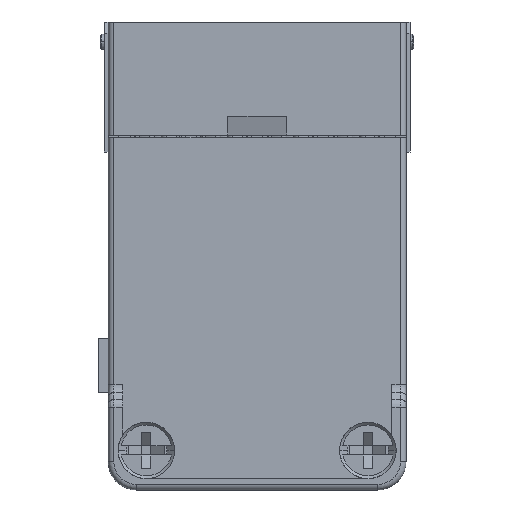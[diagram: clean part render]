
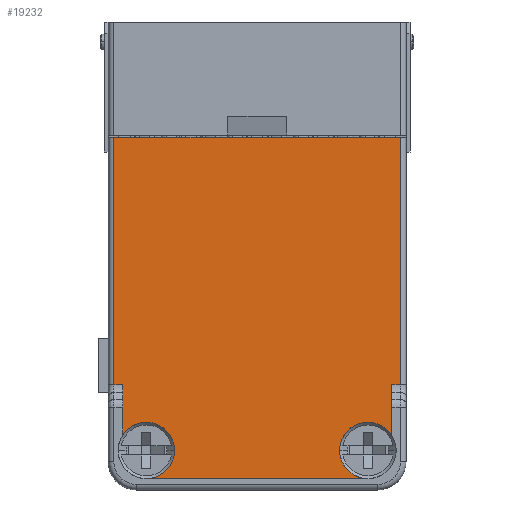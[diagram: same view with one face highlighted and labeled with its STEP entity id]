
A CAD part, left-side view. The second image highlights one B-rep face of the part: STEP entity #19232.
In plain terms, the highlighted planar face has unit normal (-1, 0, 0).
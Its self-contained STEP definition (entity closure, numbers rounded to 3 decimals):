
#642=DIRECTION('',(0.,1.,0.));
#643=VECTOR('',#642,25.35);
#644=CARTESIAN_POINT('',(-5.75,-12.675,-0.2));
#645=LINE('',#644,#643);
#6684=DIRECTION('',(0.,0.,-1.));
#6685=VECTOR('',#6684,21.886);
#6686=CARTESIAN_POINT('',(-5.75,12.675,-0.2));
#6687=LINE('',#6686,#6685);
#6692=CARTESIAN_POINT('',(-5.75,-9.8,-27.9));
#6693=DIRECTION('',(-1.,0.,0.));
#6694=DIRECTION('',(0.,-0.84,0.543));
#6695=AXIS2_PLACEMENT_3D('',#6692,#6693,#6694);
#6697=CARTESIAN_POINT('',(-5.75,-9.8,-27.9));
#6698=DIRECTION('',(-1.,0.,0.));
#6699=DIRECTION('',(0.,0.,1.));
#6700=AXIS2_PLACEMENT_3D('',#6697,#6698,#6699);
#6702=CARTESIAN_POINT('',(-5.75,-9.8,-27.9));
#6703=DIRECTION('',(-1.,0.,0.));
#6704=DIRECTION('',(0.,0.828,0.56));
#6705=AXIS2_PLACEMENT_3D('',#6702,#6703,#6704);
#6707=CARTESIAN_POINT('',(-5.75,-9.8,-27.9));
#6708=DIRECTION('',(-1.,0.,0.));
#6709=DIRECTION('',(0.,1.,0.));
#6710=AXIS2_PLACEMENT_3D('',#6707,#6708,#6709);
#6712=CARTESIAN_POINT('',(-5.75,-9.8,-27.9));
#6713=DIRECTION('',(-1.,0.,0.));
#6714=DIRECTION('',(0.,0.828,-0.56));
#6715=AXIS2_PLACEMENT_3D('',#6712,#6713,#6714);
#6717=DIRECTION('',(0.,1.,0.));
#6718=VECTOR('',#6717,19.6);
#6719=CARTESIAN_POINT('',(-5.75,-9.8,-30.4));
#6720=LINE('',#6719,#6718);
#6721=CARTESIAN_POINT('',(-5.75,9.8,-27.9));
#6722=DIRECTION('',(-1.,0.,0.));
#6723=DIRECTION('',(0.,0.,-1.));
#6724=AXIS2_PLACEMENT_3D('',#6721,#6722,#6723);
#6726=CARTESIAN_POINT('',(-5.75,9.8,-27.9));
#6727=DIRECTION('',(-1.,0.,0.));
#6728=DIRECTION('',(0.,-0.828,-0.56));
#6729=AXIS2_PLACEMENT_3D('',#6726,#6727,#6728);
#6731=CARTESIAN_POINT('',(-5.75,9.8,-27.9));
#6732=DIRECTION('',(-1.,0.,0.));
#6733=DIRECTION('',(0.,-1.,0.));
#6734=AXIS2_PLACEMENT_3D('',#6731,#6732,#6733);
#6736=CARTESIAN_POINT('',(-5.75,9.8,-27.9));
#6737=DIRECTION('',(-1.,0.,0.));
#6738=DIRECTION('',(0.,-0.828,0.56));
#6739=AXIS2_PLACEMENT_3D('',#6736,#6737,#6738);
#6741=CARTESIAN_POINT('',(-5.75,9.8,-27.9));
#6742=DIRECTION('',(-1.,0.,0.));
#6743=DIRECTION('',(0.,0.,1.));
#6744=AXIS2_PLACEMENT_3D('',#6741,#6742,#6743);
#6750=DIRECTION('',(0.,0.,1.));
#6751=VECTOR('',#6750,21.886);
#6752=CARTESIAN_POINT('',(-5.75,-12.675,-22.086));
#6753=LINE('',#6752,#6751);
#6867=DIRECTION('',(0.,-1.,0.));
#6868=VECTOR('',#6867,0.775);
#6869=CARTESIAN_POINT('',(-5.75,-11.9,-22.086));
#6870=LINE('',#6869,#6868);
#6875=DIRECTION('',(0.,0.,1.));
#6876=VECTOR('',#6875,4.458);
#6877=CARTESIAN_POINT('',(-5.75,-11.9,-26.544));
#6878=LINE('',#6877,#6876);
#7236=DIRECTION('',(0.,0.,-1.));
#7237=VECTOR('',#7236,4.458);
#7238=CARTESIAN_POINT('',(-5.75,11.9,-22.086));
#7239=LINE('',#7238,#7237);
#7326=DIRECTION('',(0.,-1.,0.));
#7327=VECTOR('',#7326,0.775);
#7328=CARTESIAN_POINT('',(-5.75,12.675,-22.086));
#7329=LINE('',#7328,#7327);
#8907=CARTESIAN_POINT('',(-5.75,-12.675,-0.2));
#8908=VERTEX_POINT('',#8907);
#8909=CARTESIAN_POINT('',(-5.75,12.675,-0.2));
#8910=VERTEX_POINT('',#8909);
#10355=CARTESIAN_POINT('',(-5.75,-12.675,-22.086));
#10356=VERTEX_POINT('',#10355);
#10357=CARTESIAN_POINT('',(-5.75,-11.9,-22.086));
#10358=VERTEX_POINT('',#10357);
#10359=CARTESIAN_POINT('',(-5.75,-11.9,-26.544));
#10360=VERTEX_POINT('',#10359);
#10361=CARTESIAN_POINT('',(-5.75,-9.8,-25.4));
#10362=CARTESIAN_POINT('',(-5.75,-7.729,-26.5));
#10363=VERTEX_POINT('',#10361);
#10364=VERTEX_POINT('',#10362);
#10365=CARTESIAN_POINT('',(-5.75,-7.3,-27.9));
#10366=VERTEX_POINT('',#10365);
#10367=CARTESIAN_POINT('',(-5.75,-7.729,-29.3));
#10368=VERTEX_POINT('',#10367);
#10369=CARTESIAN_POINT('',(-5.75,-9.8,-30.4));
#10370=VERTEX_POINT('',#10369);
#10371=CARTESIAN_POINT('',(-5.75,9.8,-30.4));
#10372=VERTEX_POINT('',#10371);
#10373=CARTESIAN_POINT('',(-5.75,7.729,-29.3));
#10374=VERTEX_POINT('',#10373);
#10375=CARTESIAN_POINT('',(-5.75,7.3,-27.9));
#10376=CARTESIAN_POINT('',(-5.75,7.729,-26.5));
#10377=VERTEX_POINT('',#10375);
#10378=VERTEX_POINT('',#10376);
#10379=CARTESIAN_POINT('',(-5.75,9.8,-25.4));
#10380=CARTESIAN_POINT('',(-5.75,11.9,-26.544));
#10381=VERTEX_POINT('',#10379);
#10382=VERTEX_POINT('',#10380);
#10383=CARTESIAN_POINT('',(-5.75,11.9,-22.086));
#10384=VERTEX_POINT('',#10383);
#10385=CARTESIAN_POINT('',(-5.75,12.675,-22.086));
#10386=VERTEX_POINT('',#10385);
#19191=CARTESIAN_POINT('',(-5.75,14.593,-27.196));
#19192=DIRECTION('',(-1.,0.,0.));
#19193=DIRECTION('',(0.,-1.,0.));
#19194=AXIS2_PLACEMENT_3D('',#19191,#19192,#19193);
#19195=PLANE('',#19194);
#19196=ORIENTED_EDGE('',*,*,#11136,.F.);
#19198=ORIENTED_EDGE('',*,*,#19197,.F.);
#19200=ORIENTED_EDGE('',*,*,#19199,.F.);
#19202=ORIENTED_EDGE('',*,*,#19201,.F.);
#19204=ORIENTED_EDGE('',*,*,#19203,.T.);
#19206=ORIENTED_EDGE('',*,*,#19205,.T.);
#19208=ORIENTED_EDGE('',*,*,#19207,.T.);
#19210=ORIENTED_EDGE('',*,*,#19209,.T.);
#19212=ORIENTED_EDGE('',*,*,#19211,.T.);
#19214=ORIENTED_EDGE('',*,*,#19213,.T.);
#19216=ORIENTED_EDGE('',*,*,#19215,.T.);
#19218=ORIENTED_EDGE('',*,*,#19217,.T.);
#19220=ORIENTED_EDGE('',*,*,#19219,.T.);
#19222=ORIENTED_EDGE('',*,*,#19221,.T.);
#19224=ORIENTED_EDGE('',*,*,#19223,.T.);
#19226=ORIENTED_EDGE('',*,*,#19225,.F.);
#19228=ORIENTED_EDGE('',*,*,#19227,.F.);
#19229=ORIENTED_EDGE('',*,*,#19183,.F.);
#19230=EDGE_LOOP('',(#19196,#19198,#19200,#19202,#19204,#19206,#19208,#19210,
#19212,#19214,#19216,#19218,#19220,#19222,#19224,#19226,#19228,#19229));
#19231=FACE_OUTER_BOUND('',#19230,.F.);
#6696=CIRCLE('',#6695,2.5);
#6701=CIRCLE('',#6700,2.5);
#6706=CIRCLE('',#6705,2.5);
#6711=CIRCLE('',#6710,2.5);
#6716=CIRCLE('',#6715,2.5);
#6725=CIRCLE('',#6724,2.5);
#6730=CIRCLE('',#6729,2.5);
#6735=CIRCLE('',#6734,2.5);
#6740=CIRCLE('',#6739,2.5);
#6745=CIRCLE('',#6744,2.5);
#11136=EDGE_CURVE('',#8908,#8910,#645,.T.);
#19183=EDGE_CURVE('',#8910,#10386,#6687,.T.);
#19197=EDGE_CURVE('',#10356,#8908,#6753,.T.);
#19199=EDGE_CURVE('',#10358,#10356,#6870,.T.);
#19201=EDGE_CURVE('',#10360,#10358,#6878,.T.);
#19203=EDGE_CURVE('',#10360,#10363,#6696,.T.);
#19205=EDGE_CURVE('',#10363,#10364,#6701,.T.);
#19207=EDGE_CURVE('',#10364,#10366,#6706,.T.);
#19209=EDGE_CURVE('',#10366,#10368,#6711,.T.);
#19211=EDGE_CURVE('',#10368,#10370,#6716,.T.);
#19213=EDGE_CURVE('',#10370,#10372,#6720,.T.);
#19215=EDGE_CURVE('',#10372,#10374,#6725,.T.);
#19217=EDGE_CURVE('',#10374,#10377,#6730,.T.);
#19219=EDGE_CURVE('',#10377,#10378,#6735,.T.);
#19221=EDGE_CURVE('',#10378,#10381,#6740,.T.);
#19223=EDGE_CURVE('',#10381,#10382,#6745,.T.);
#19225=EDGE_CURVE('',#10384,#10382,#7239,.T.);
#19227=EDGE_CURVE('',#10386,#10384,#7329,.T.);
#19232=ADVANCED_FACE('',(#19231),#19195,.T.);
